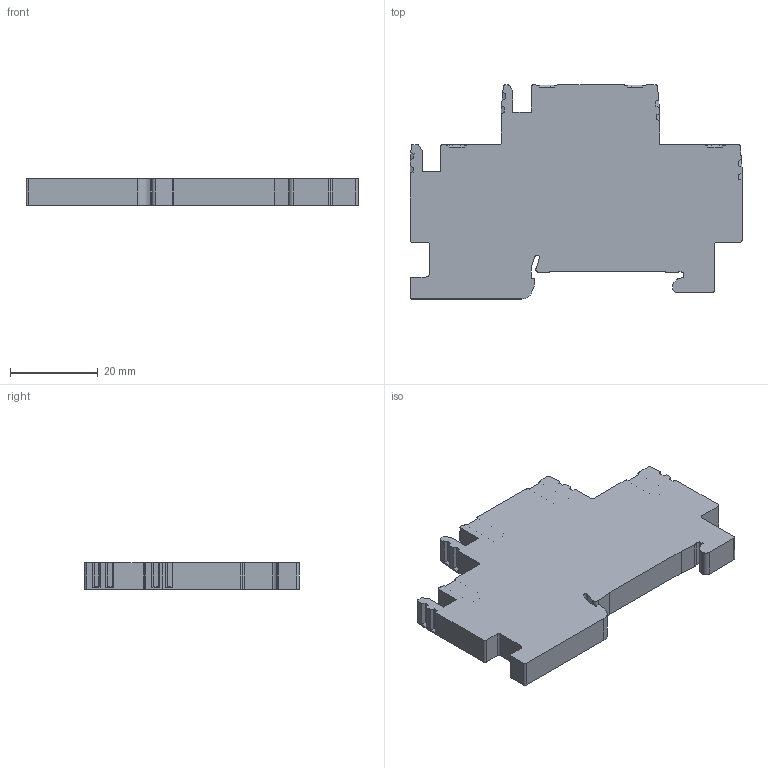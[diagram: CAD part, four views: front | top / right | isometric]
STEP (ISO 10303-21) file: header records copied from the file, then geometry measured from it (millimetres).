
FILE_DESCRIPTION((''),'2;1');
FILE_NAME('PRKD4_ISO_GEN','2021-10-18T',('Christian Carl'),(''),'CREO PARAMETRIC BY PTC INC, 2016380','CREO PARAMETRIC BY PTC INC, 2016380','');
FILE_SCHEMA(('CONFIG_CONTROL_DESIGN'));
Length unit declared in the file: millimetre
Products named in the file (1): PRKD4_ISO_GEN
Bounding box: 75.7 x 48.8 x 6.1 mm (x, y, z)
Volume: 14228.7 mm3; surface area: 9523.7 mm2
Topology: 1 solids, 1 shells, 306 faces, 842 edges, 548 vertices
Faces by surface type: plane 221, cylinder 69, cone 16
Entity records: 12290 total; most frequent: CARTESIAN_POINT 1777, ORIENTED_EDGE 1684, DIRECTION 1592, PRESENTATION_STYLE_ASSIGNMENT 843, STYLED_ITEM 843, CURVE_STYLE 842, EDGE_CURVE 842, VECTOR 676
